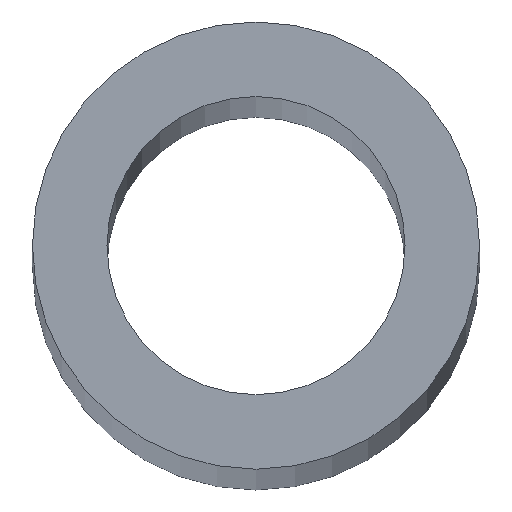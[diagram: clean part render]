
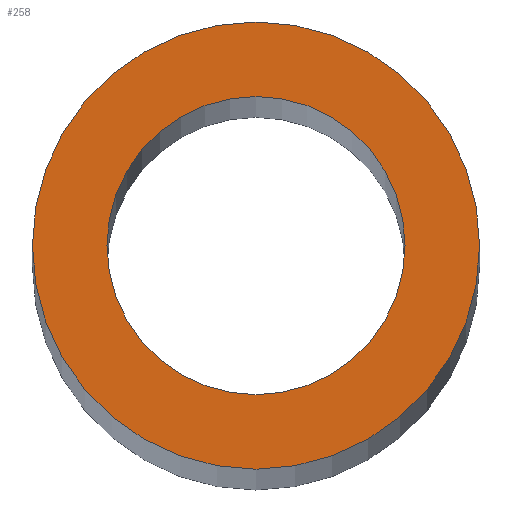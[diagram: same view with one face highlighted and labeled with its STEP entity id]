
A CAD part, top view. The second image highlights one B-rep face of the part: STEP entity #258.
In plain terms, the highlighted planar face has unit normal (0, 0, 1).
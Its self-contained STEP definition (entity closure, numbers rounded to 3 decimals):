
#76 = VERTEX_POINT('',#77);
#77 = CARTESIAN_POINT('',(1.5,0.,80.));
#84 = CYLINDRICAL_SURFACE('',#85,1.5);
#85 = AXIS2_PLACEMENT_3D('',#86,#87,#88);
#86 = CARTESIAN_POINT('',(0.,0.,0.));
#87 = DIRECTION('',(0.,0.,-1.));
#88 = DIRECTION('',(1.,0.,0.));
#103 = EDGE_CURVE('',#76,#76,#104,.T.);
#104 = SURFACE_CURVE('',#105,(#110,#117),.PCURVE_S1.);
#105 = CIRCLE('',#106,1.5);
#106 = AXIS2_PLACEMENT_3D('',#107,#108,#109);
#107 = CARTESIAN_POINT('',(0.,0.,80.));
#108 = DIRECTION('',(0.,0.,1.));
#109 = DIRECTION('',(1.,0.,0.));
#110 = PCURVE('',#84,#111);
#111 = DEFINITIONAL_REPRESENTATION('',(#112),#116);
#112 = LINE('',#113,#114);
#113 = CARTESIAN_POINT('',(0.,-80.));
#114 = VECTOR('',#115,1.);
#115 = DIRECTION('',(-1.,0.));
#116 = ( GEOMETRIC_REPRESENTATION_CONTEXT(2) 
PARAMETRIC_REPRESENTATION_CONTEXT() REPRESENTATION_CONTEXT('2D SPACE',''
  ) );
#117 = PCURVE('',#118,#123);
#118 = PLANE('',#119);
#119 = AXIS2_PLACEMENT_3D('',#120,#121,#122);
#120 = CARTESIAN_POINT('',(1.5,0.,80.));
#121 = DIRECTION('',(0.,0.,-1.));
#122 = DIRECTION('',(-1.,0.,0.));
#123 = DEFINITIONAL_REPRESENTATION('',(#124),#132);
#124 = ( BOUNDED_CURVE() B_SPLINE_CURVE(2,(#125,#126,#127,#128,#129,#130
,#131),.UNSPECIFIED.,.F.,.F.) B_SPLINE_CURVE_WITH_KNOTS((1,2,2,2,2,1),(
    -2.094,0.,2.094,4.189,6.283,
8.378),.UNSPECIFIED.) CURVE() GEOMETRIC_REPRESENTATION_ITEM() 
RATIONAL_B_SPLINE_CURVE((1.,0.5,1.,0.5,1.,0.5,1.)) REPRESENTATION_ITEM(
  '') );
#125 = CARTESIAN_POINT('',(0.,0.));
#126 = CARTESIAN_POINT('',(0.,2.598));
#127 = CARTESIAN_POINT('',(2.25,1.299));
#128 = CARTESIAN_POINT('',(4.5,0.));
#129 = CARTESIAN_POINT('',(2.25,-1.299));
#130 = CARTESIAN_POINT('',(0.,-2.598));
#131 = CARTESIAN_POINT('',(0.,0.));
#132 = ( GEOMETRIC_REPRESENTATION_CONTEXT(2) 
PARAMETRIC_REPRESENTATION_CONTEXT() REPRESENTATION_CONTEXT('2D SPACE',''
  ) );
#172 = VERTEX_POINT('',#173);
#173 = CARTESIAN_POINT('',(1.,0.,80.));
#180 = CYLINDRICAL_SURFACE('',#181,1.);
#181 = AXIS2_PLACEMENT_3D('',#182,#183,#184);
#182 = CARTESIAN_POINT('',(0.,0.,0.));
#183 = DIRECTION('',(0.,0.,-1.));
#184 = DIRECTION('',(1.,0.,0.));
#199 = EDGE_CURVE('',#172,#172,#200,.T.);
#200 = SURFACE_CURVE('',#201,(#206,#213),.PCURVE_S1.);
#201 = CIRCLE('',#202,1.);
#202 = AXIS2_PLACEMENT_3D('',#203,#204,#205);
#203 = CARTESIAN_POINT('',(0.,0.,80.));
#204 = DIRECTION('',(0.,0.,1.));
#205 = DIRECTION('',(1.,0.,0.));
#206 = PCURVE('',#180,#207);
#207 = DEFINITIONAL_REPRESENTATION('',(#208),#212);
#208 = LINE('',#209,#210);
#209 = CARTESIAN_POINT('',(0.,-80.));
#210 = VECTOR('',#211,1.);
#211 = DIRECTION('',(-1.,0.));
#212 = ( GEOMETRIC_REPRESENTATION_CONTEXT(2) 
PARAMETRIC_REPRESENTATION_CONTEXT() REPRESENTATION_CONTEXT('2D SPACE',''
  ) );
#213 = PCURVE('',#118,#214);
#214 = DEFINITIONAL_REPRESENTATION('',(#215),#223);
#215 = ( BOUNDED_CURVE() B_SPLINE_CURVE(2,(#216,#217,#218,#219,#220,#221
,#222),.UNSPECIFIED.,.F.,.F.) B_SPLINE_CURVE_WITH_KNOTS((1,2,2,2,2,1),(
    -2.094,0.,2.094,4.189,6.283,
8.378),.UNSPECIFIED.) CURVE() GEOMETRIC_REPRESENTATION_ITEM() 
RATIONAL_B_SPLINE_CURVE((1.,0.5,1.,0.5,1.,0.5,1.)) REPRESENTATION_ITEM(
  '') );
#216 = CARTESIAN_POINT('',(0.5,0.));
#217 = CARTESIAN_POINT('',(0.5,1.732));
#218 = CARTESIAN_POINT('',(2.,0.866));
#219 = CARTESIAN_POINT('',(3.5,0.));
#220 = CARTESIAN_POINT('',(2.,-0.866));
#221 = CARTESIAN_POINT('',(0.5,-1.732));
#222 = CARTESIAN_POINT('',(0.5,0.));
#223 = ( GEOMETRIC_REPRESENTATION_CONTEXT(2) 
PARAMETRIC_REPRESENTATION_CONTEXT() REPRESENTATION_CONTEXT('2D SPACE',''
  ) );
#258 = ADVANCED_FACE('',(#259,#262),#118,.F.);
#259 = FACE_BOUND('',#260,.T.);
#260 = EDGE_LOOP('',(#261));
#261 = ORIENTED_EDGE('',*,*,#103,.T.);
#262 = FACE_BOUND('',#263,.F.);
#263 = EDGE_LOOP('',(#264));
#264 = ORIENTED_EDGE('',*,*,#199,.T.);
